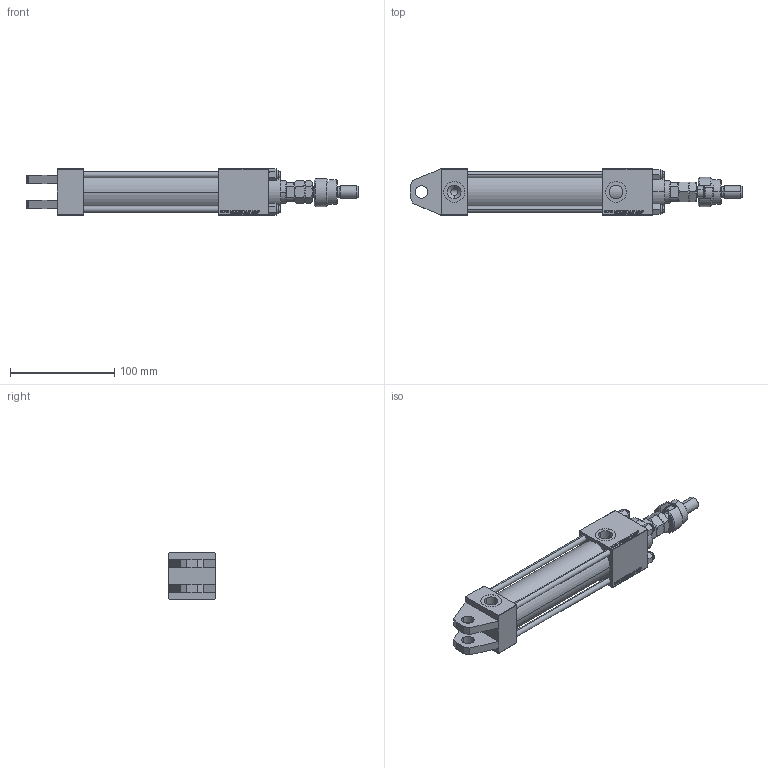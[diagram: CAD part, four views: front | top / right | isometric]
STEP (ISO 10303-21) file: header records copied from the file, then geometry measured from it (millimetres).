
FILE_DESCRIPTION (( 'STEP AP203' ), '1' );
FILE_NAME ('8905.STEP', '2023-08-23T11:45:29', ( '' ), ( '' ), 'SwSTEP 2.0', 'SolidWorks 2019', '' );
FILE_SCHEMA (( 'CONFIG_CONTROL_DESIGN' ));
Length unit declared in the file: millimetre
Products named in the file (9): V215_VC_A 4c3668d4b10534bc2343876708cc59ad; V215CR_TYCINKA_H 4c3668d4b10534bc2343876708cc59ad; FEMALE_PART_FOR_DFA 4c3668d4b10534bc2343876708cc59ad; V215CR_H_Body 4c3668d4b10534bc2343876708cc59ad; NUT_M5_H 4c3668d4b10534bc2343876708cc59ad; DFA 4c3668d4b10534bc2343876708cc59ad; MFA 4c3668d4b10534bc2343876708cc59ad; V215CR_VCP_H 4c3668d4b10534bc2343876708cc59ad; 8905
Assembly tree (14 placements, depth 3):
  8905
    V215CR_H_Body 4c3668d4b10534bc2343876708cc59ad
    V215CR_VCP_H 4c3668d4b10534bc2343876708cc59ad
    V215CR_TYCINKA_H 4c3668d4b10534bc2343876708cc59ad  x4
    NUT_M5_H 4c3668d4b10534bc2343876708cc59ad  x4
    V215_VC_A 4c3668d4b10534bc2343876708cc59ad
    DFA 4c3668d4b10534bc2343876708cc59ad
      FEMALE_PART_FOR_DFA 4c3668d4b10534bc2343876708cc59ad
      MFA 4c3668d4b10534bc2343876708cc59ad
Bounding box: 319 x 45 x 45 mm (x, y, z)
Volume: 308895.5 mm3; surface area: 114633 mm2
Topology: 13 solids, 13 shells, 1213 faces, 3022 edges, 1945 vertices
Faces by surface type: plane 545, bspline 392, cone 168, cylinder 96, torus 12
Entity records: 52525 total; most frequent: CARTESIAN_POINT 27729, ORIENTED_EDGE 5536, DIRECTION 3586, EDGE_CURVE 2768, VERTEX_POINT 1801, LINE 1630, VECTOR 1630, EDGE_LOOP 1219
